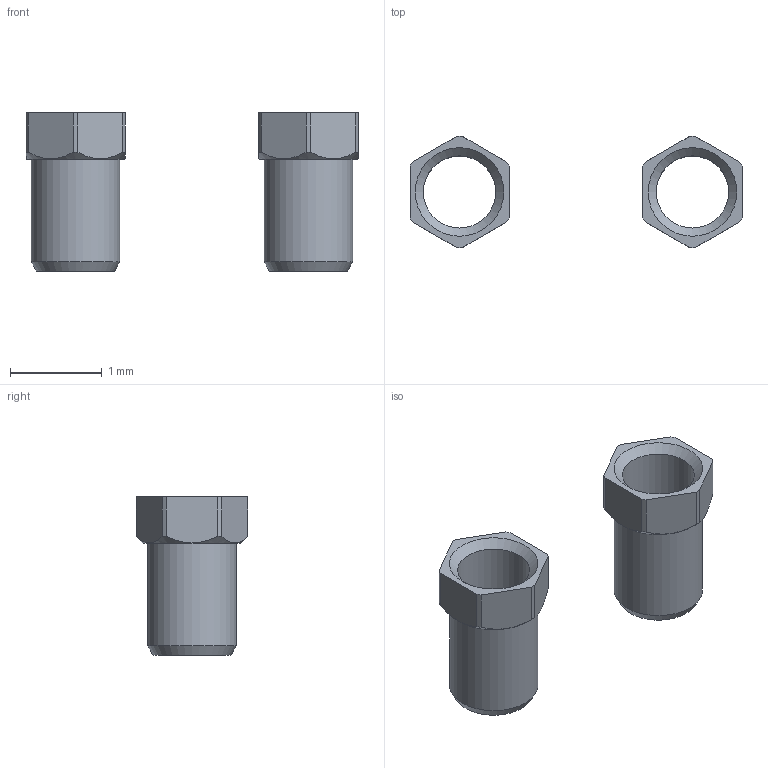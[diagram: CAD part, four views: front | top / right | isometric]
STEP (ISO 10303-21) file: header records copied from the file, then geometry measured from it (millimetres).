
FILE_DESCRIPTION(/* description */ (''),/* implementation_level */ '2;1');
FILE_NAME(/* name */ 'Mill-Max 0531 x2.stp',/* time_stamp */ '2023-09-16T00:43:24-04:00',/* author */ (''),/* organization */ (''),/* preprocessor_version */ 'ST-DEVELOPER v15.2',/* originating_system */ 'Autodesk Translator Framework v2.0.0.5431',/* authorisation */ '');
FILE_SCHEMA (('AUTOMOTIVE_DESIGN { 1 0 10303 214 3 1 1 }'));
Length unit declared in the file: centimetre
Products named in the file (1): Mill-Max 0531
Bounding box: 3.62 x 1.22 x 1.73 mm (x, y, z)
Volume: 1.1 mm3; surface area: 21.1 mm2
Topology: 2 solids, 2 shells, 40 faces, 100 edges, 66 vertices
Faces by surface type: plane 18, cylinder 16, cone 6
Full cylindrical faces by diameter (mm): 0.787 x2, 0.965 x2
Entity records: 1166 total; most frequent: CARTESIAN_POINT 229, DIRECTION 194, ORIENTED_EDGE 180, EDGE_CURVE 90, AXIS2_PLACEMENT_3D 79, VERTEX_POINT 66, EDGE_LOOP 56, FACE_OUTER_BOUND 40
